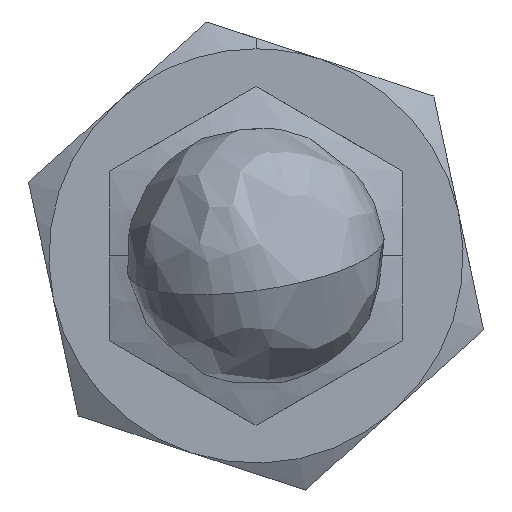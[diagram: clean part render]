
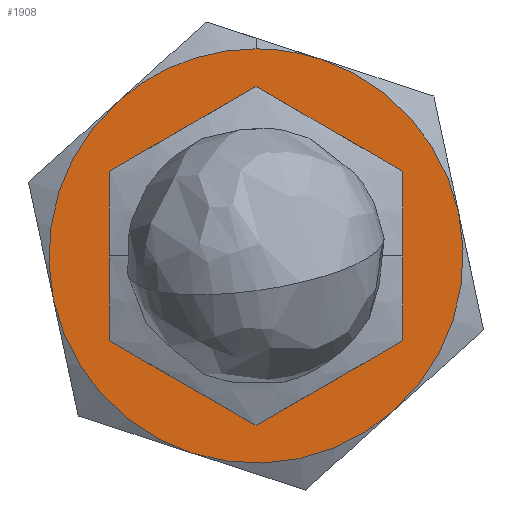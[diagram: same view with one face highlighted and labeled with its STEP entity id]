
A CAD part, front view. The second image highlights one B-rep face of the part: STEP entity #1908.
In plain terms, the highlighted planar face has unit normal (0, -1, 0).
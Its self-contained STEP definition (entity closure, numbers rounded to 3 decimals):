
#12 = CARTESIAN_POINT ( 'NONE',  ( 0., 143.122, 0. ) ) ;
#35 = EDGE_CURVE ( 'NONE', #192, #365, #1094, .T. ) ;
#52 = CARTESIAN_POINT ( 'NONE',  ( -2.876, 143.122, 13.555 ) ) ;
#69 = EDGE_CURVE ( 'NONE', #337, #192, #2684, .T. ) ;
#142 = DIRECTION ( 'NONE',  ( 0., 1., 0. ) ) ;
#192 = VERTEX_POINT ( 'NONE', #501 ) ;
#216 = DIRECTION ( 'NONE',  ( 0., 1., 0. ) ) ;
#232 = DIRECTION ( 'NONE',  ( 0., 0., 1. ) ) ;
#238 = CIRCLE ( 'NONE', #2839, 12. ) ;
#276 = DIRECTION ( 'NONE',  ( 0., 0., 1. ) ) ;
#287 = CARTESIAN_POINT ( 'NONE',  ( 0., 143.122, 0. ) ) ;
#293 = EDGE_CURVE ( 'NONE', #365, #623, #1124, .T. ) ;
#316 = CARTESIAN_POINT ( 'NONE',  ( 0., 143.122, 0. ) ) ;
#337 = VERTEX_POINT ( 'NONE', #2156 ) ;
#340 = DIRECTION ( 'NONE',  ( 0., 1., 0. ) ) ;
#365 = VERTEX_POINT ( 'NONE', #1499 ) ;
#369 = ORIENTED_EDGE ( 'NONE', *, *, #35, .F. ) ;
#390 = AXIS2_PLACEMENT_3D ( 'NONE', #667, #2238, #893 ) ;
#430 = EDGE_CURVE ( 'NONE', #623, #754, #238, .T. ) ;
#471 = DIRECTION ( 'NONE',  ( 0., 0., 1. ) ) ;
#476 = CIRCLE ( 'NONE', #390, 8. ) ;
#497 = DIRECTION ( 'NONE',  ( 0., 1., 0. ) ) ;
#501 = CARTESIAN_POINT ( 'NONE',  ( -11.739, 143.122, -2.491 ) ) ;
#555 = DIRECTION ( 'NONE',  ( 0., 0., 1. ) ) ;
#605 = ORIENTED_EDGE ( 'NONE', *, *, #1815, .F. ) ;
#623 = VERTEX_POINT ( 'NONE', #2225 ) ;
#654 = FACE_BOUND ( 'NONE', #1045, .T. ) ;
#667 = CARTESIAN_POINT ( 'NONE',  ( 0., 143.122, 0. ) ) ;
#744 = CIRCLE ( 'NONE', #2358, 8. ) ;
#751 = DIRECTION ( 'NONE',  ( 0., 1., 0. ) ) ;
#754 = VERTEX_POINT ( 'NONE', #1388 ) ;
#893 = DIRECTION ( 'NONE',  ( 0., 0., -1. ) ) ;
#952 = CARTESIAN_POINT ( 'NONE',  ( 0., 143.122, 0. ) ) ;
#967 = ORIENTED_EDGE ( 'NONE', *, *, #1217, .F. ) ;
#1009 = CARTESIAN_POINT ( 'NONE',  ( 0., 143.122, 8. ) ) ;
#1020 = AXIS2_PLACEMENT_3D ( 'NONE', #1486, #142, #1715 ) ;
#1025 = CARTESIAN_POINT ( 'NONE',  ( 0., 143.122, 0. ) ) ;
#1033 = AXIS2_PLACEMENT_3D ( 'NONE', #52, #1626, #276 ) ;
#1045 = EDGE_LOOP ( 'NONE', ( #1382, #1131 ) ) ;
#1047 = CARTESIAN_POINT ( 'NONE',  ( 0., 143.122, -8. ) ) ;
#1094 = CIRCLE ( 'NONE', #1127, 12. ) ;
#1124 = CIRCLE ( 'NONE', #1020, 12. ) ;
#1127 = AXIS2_PLACEMENT_3D ( 'NONE', #952, #497, #2778 ) ;
#1131 = ORIENTED_EDGE ( 'NONE', *, *, #1635, .T. ) ;
#1143 = CIRCLE ( 'NONE', #1223, 12. ) ;
#1184 = FACE_OUTER_BOUND ( 'NONE', #1554, .T. ) ;
#1217 = EDGE_CURVE ( 'NONE', #1674, #2724, #1649, .T. ) ;
#1223 = AXIS2_PLACEMENT_3D ( 'NONE', #1691, #340, #1914 ) ;
#1231 = AXIS2_PLACEMENT_3D ( 'NONE', #12, #1583, #232 ) ;
#1240 = DIRECTION ( 'NONE',  ( 0., 0., -1. ) ) ;
#1253 = ORIENTED_EDGE ( 'NONE', *, *, #430, .F. ) ;
#1333 = CARTESIAN_POINT ( 'NONE',  ( 11.739, 143.122, 2.491 ) ) ;
#1376 = VERTEX_POINT ( 'NONE', #1009 ) ;
#1378 = ORIENTED_EDGE ( 'NONE', *, *, #293, .F. ) ;
#1382 = ORIENTED_EDGE ( 'NONE', *, *, #2087, .T. ) ;
#1388 = CARTESIAN_POINT ( 'NONE',  ( 3.712, 143.122, 11.411 ) ) ;
#1391 = EDGE_CURVE ( 'NONE', #754, #1674, #1143, .T. ) ;
#1435 = AXIS2_PLACEMENT_3D ( 'NONE', #287, #216, #471 ) ;
#1486 = CARTESIAN_POINT ( 'NONE',  ( 0., 143.122, 0. ) ) ;
#1499 = CARTESIAN_POINT ( 'NONE',  ( -8.027, 143.122, 8.92 ) ) ;
#1554 = EDGE_LOOP ( 'NONE', ( #2287, #605, #967, #2449, #1253, #1378, #369 ) ) ;
#1583 = DIRECTION ( 'NONE',  ( 0., 1., 0. ) ) ;
#1626 = DIRECTION ( 'NONE',  ( 0., 1., 0. ) ) ;
#1635 = EDGE_CURVE ( 'NONE', #1376, #2143, #476, .T. ) ;
#1649 = CIRCLE ( 'NONE', #1784, 12. ) ;
#1674 = VERTEX_POINT ( 'NONE', #1333 ) ;
#1688 = CIRCLE ( 'NONE', #1231, 12. ) ;
#1691 = CARTESIAN_POINT ( 'NONE',  ( 0., 143.122, 0. ) ) ;
#1715 = DIRECTION ( 'NONE',  ( 0., 0., 1. ) ) ;
#1784 = AXIS2_PLACEMENT_3D ( 'NONE', #2100, #751, #2327 ) ;
#1815 = EDGE_CURVE ( 'NONE', #2724, #337, #1688, .T. ) ;
#1894 = DIRECTION ( 'NONE',  ( 0., 1., 0. ) ) ;
#1908 = ADVANCED_FACE ( 'NONE', ( #654, #1184 ), #2074, .F. ) ;
#1914 = DIRECTION ( 'NONE',  ( 0., 0., 1. ) ) ;
#2074 = PLANE ( 'NONE',  #1033 ) ;
#2080 = CARTESIAN_POINT ( 'NONE',  ( 8.027, 143.122, -8.92 ) ) ;
#2087 = EDGE_CURVE ( 'NONE', #2143, #1376, #744, .T. ) ;
#2100 = CARTESIAN_POINT ( 'NONE',  ( 0., 143.122, 0. ) ) ;
#2143 = VERTEX_POINT ( 'NONE', #1047 ) ;
#2156 = CARTESIAN_POINT ( 'NONE',  ( -3.712, 143.122, -11.411 ) ) ;
#2225 = CARTESIAN_POINT ( 'NONE',  ( 0., 143.122, 12. ) ) ;
#2238 = DIRECTION ( 'NONE',  ( 0., 1., 0. ) ) ;
#2287 = ORIENTED_EDGE ( 'NONE', *, *, #69, .F. ) ;
#2327 = DIRECTION ( 'NONE',  ( 0., 0., 1. ) ) ;
#2358 = AXIS2_PLACEMENT_3D ( 'NONE', #1025, #2600, #1240 ) ;
#2449 = ORIENTED_EDGE ( 'NONE', *, *, #1391, .F. ) ;
#2600 = DIRECTION ( 'NONE',  ( 0., 1., 0. ) ) ;
#2684 = CIRCLE ( 'NONE', #1435, 12. ) ;
#2724 = VERTEX_POINT ( 'NONE', #2080 ) ;
#2778 = DIRECTION ( 'NONE',  ( 0., 0., 1. ) ) ;
#2839 = AXIS2_PLACEMENT_3D ( 'NONE', #316, #1894, #555 ) ;
